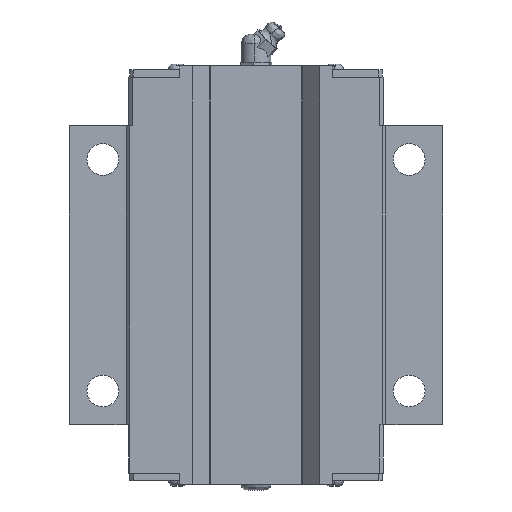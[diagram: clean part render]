
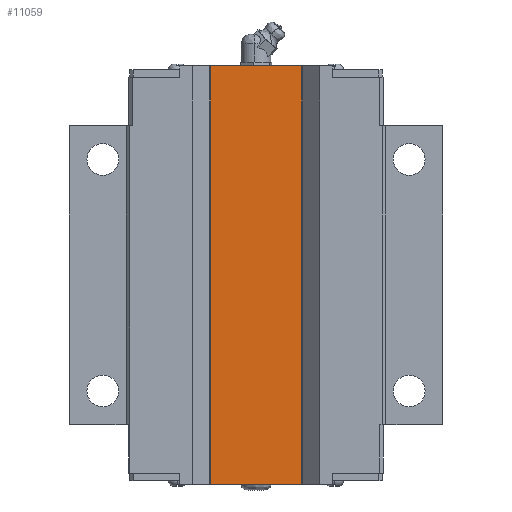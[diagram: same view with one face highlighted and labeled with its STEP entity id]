
A CAD part, front view. The second image highlights one B-rep face of the part: STEP entity #11059.
In plain terms, the highlighted planar face has unit normal (0, -1, 0).
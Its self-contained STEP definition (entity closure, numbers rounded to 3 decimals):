
#111 = CARTESIAN_POINT ( 'NONE',  ( 12.25, 21.5, -56. ) ) ;
#1123 = VECTOR ( 'NONE', #11551, 1000. ) ;
#2291 = CARTESIAN_POINT ( 'NONE',  ( -12.25, 21.5, 56. ) ) ;
#2363 = DIRECTION ( 'NONE',  ( -1., 0., 0. ) ) ;
#2590 = ORIENTED_EDGE ( 'NONE', *, *, #6219, .T. ) ;
#2750 = CARTESIAN_POINT ( 'NONE',  ( 12.25, 21.5, 0. ) ) ;
#3587 = CARTESIAN_POINT ( 'NONE',  ( -12.25, 21.5, 0. ) ) ;
#3676 = VERTEX_POINT ( 'NONE', #13526 ) ;
#4090 = ORIENTED_EDGE ( 'NONE', *, *, #13020, .T. ) ;
#4319 = ORIENTED_EDGE ( 'NONE', *, *, #11143, .T. ) ;
#5039 = LINE ( 'NONE', #2750, #14021 ) ;
#5127 = CARTESIAN_POINT ( 'NONE',  ( -12.25, 21.5, 0. ) ) ;
#6083 = DIRECTION ( 'NONE',  ( 0., 0., 1. ) ) ;
#6219 = EDGE_CURVE ( 'NONE', #8478, #12737, #6261, .T. ) ;
#6261 = LINE ( 'NONE', #5127, #11211 ) ;
#6489 = CARTESIAN_POINT ( 'NONE',  ( -12.25, 21.5, -56. ) ) ;
#6911 = VECTOR ( 'NONE', #2363, 1000. ) ;
#7405 = AXIS2_PLACEMENT_3D ( 'NONE', #3587, #8212, #10636 ) ;
#8212 = DIRECTION ( 'NONE',  ( 0., -1., 0. ) ) ;
#8478 = VERTEX_POINT ( 'NONE', #14911 ) ;
#8623 = DIRECTION ( 'NONE',  ( 0., 0., -1. ) ) ;
#8912 = FACE_OUTER_BOUND ( 'NONE', #11021, .T. ) ;
#9427 = CARTESIAN_POINT ( 'NONE',  ( -12.25, 21.5, -56. ) ) ;
#9745 = VERTEX_POINT ( 'NONE', #111 ) ;
#10482 = LINE ( 'NONE', #2291, #6911 ) ;
#10636 = DIRECTION ( 'NONE',  ( 0., 0., -1. ) ) ;
#11021 = EDGE_LOOP ( 'NONE', ( #2590, #4319, #4090, #14714 ) ) ;
#11059 = ADVANCED_FACE ( 'NONE', ( #8912 ), #12671, .T. ) ;
#11143 = EDGE_CURVE ( 'NONE', #12737, #9745, #11620, .T. ) ;
#11188 = EDGE_CURVE ( 'NONE', #3676, #8478, #10482, .T. ) ;
#11211 = VECTOR ( 'NONE', #8623, 1000. ) ;
#11551 = DIRECTION ( 'NONE',  ( 1., 0., 0. ) ) ;
#11620 = LINE ( 'NONE', #9427, #1123 ) ;
#12671 = PLANE ( 'NONE',  #7405 ) ;
#12737 = VERTEX_POINT ( 'NONE', #6489 ) ;
#13020 = EDGE_CURVE ( 'NONE', #9745, #3676, #5039, .T. ) ;
#13526 = CARTESIAN_POINT ( 'NONE',  ( 12.25, 21.5, 56. ) ) ;
#14021 = VECTOR ( 'NONE', #6083, 1000. ) ;
#14714 = ORIENTED_EDGE ( 'NONE', *, *, #11188, .T. ) ;
#14911 = CARTESIAN_POINT ( 'NONE',  ( -12.25, 21.5, 56. ) ) ;
